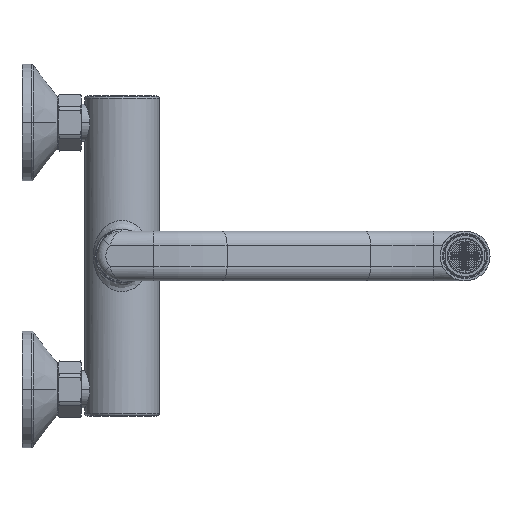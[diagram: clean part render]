
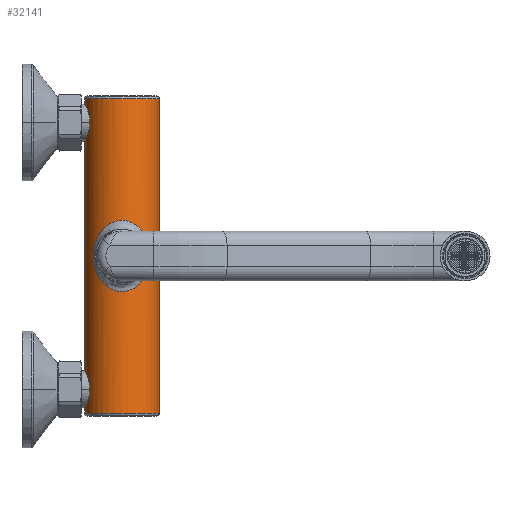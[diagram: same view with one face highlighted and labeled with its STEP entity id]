
A CAD part, front view. The second image highlights one B-rep face of the part: STEP entity #32141.
In plain terms, the highlighted cylindrical face has radius 21 mm (diameter 42 mm), a partial arc.
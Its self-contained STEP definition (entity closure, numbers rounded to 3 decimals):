
#7460=CARTESIAN_POINT('',(-21.,0.,-85.75));
#7461=CARTESIAN_POINT('',(-21.,-0.764,-85.75));
#7462=CARTESIAN_POINT('',(-20.915,-2.316,
-85.585));
#7463=CARTESIAN_POINT('',(-20.536,-4.583,
-84.825));
#7464=CARTESIAN_POINT('',(-19.933,-6.721,
-83.518));
#7465=CARTESIAN_POINT('',(-19.208,-8.547,
-81.687));
#7466=CARTESIAN_POINT('',(-18.555,-9.856,
-79.519));
#7467=CARTESIAN_POINT('',(-18.134,-10.594,
-77.262));
#7468=CARTESIAN_POINT('',(-18.04,-10.75,-75.742));
#7469=CARTESIAN_POINT('',(-18.04,-10.75,-75.));
#7482=CARTESIAN_POINT('',(16.154,-13.418,
0.));
#7483=CARTESIAN_POINT('',(16.154,-13.418,
-1.573));
#7484=CARTESIAN_POINT('',(15.846,-13.8,
-4.72));
#7485=CARTESIAN_POINT('',(14.187,-15.597,
-10.294));
#7486=CARTESIAN_POINT('',(11.065,-18.115,
-15.169));
#7487=CARTESIAN_POINT('',(6.255,-20.235,
-18.773));
#7488=CARTESIAN_POINT('',(1.317,-21.174,
-20.281));
#7489=CARTESIAN_POINT('',(-5.611,-20.738,
-19.57));
#7490=CARTESIAN_POINT('',(-11.225,-18.069,
-15.246));
#7491=CARTESIAN_POINT('',(-14.671,-15.108,
-8.992));
#7492=CARTESIAN_POINT('',(-15.953,-13.669,
-4.202));
#7493=CARTESIAN_POINT('',(-16.154,-13.418,
-1.051));
#7494=CARTESIAN_POINT('',(-16.154,-13.418,
0.));
#7496=CARTESIAN_POINT('',(-16.154,-13.418,
0.));
#7497=CARTESIAN_POINT('',(-16.154,-13.418,
1.05));
#7498=CARTESIAN_POINT('',(-15.95,-13.668,
4.204));
#7499=CARTESIAN_POINT('',(-14.682,-15.109,
8.985));
#7500=CARTESIAN_POINT('',(-12.067,-17.328,
13.695));
#7501=CARTESIAN_POINT('',(-8.438,-19.404,
17.396));
#7502=CARTESIAN_POINT('',(-3.862,-20.847,
19.758));
#7503=CARTESIAN_POINT('',(1.307,-21.174,20.276));
#7504=CARTESIAN_POINT('',(6.259,-20.235,18.775));
#7505=CARTESIAN_POINT('',(11.063,-18.115,15.167));
#7506=CARTESIAN_POINT('',(14.188,-15.597,10.295));
#7507=CARTESIAN_POINT('',(15.846,-13.8,4.72));
#7508=CARTESIAN_POINT('',(16.154,-13.418,1.573));
#7509=CARTESIAN_POINT('',(16.154,-13.418,
0.));
#7511=DIRECTION('',(0.,0.,1.));
#7512=VECTOR('',#7511,88.5);
#7513=CARTESIAN_POINT('',(21.,0.,-88.5));
#7514=LINE('',#7513,#7512);
#7539=DIRECTION('',(0.,0.,1.));
#7540=VECTOR('',#7539,64.25);
#7541=CARTESIAN_POINT('',(-21.,0.,-64.25));
#7542=LINE('',#7541,#7540);
#7543=DIRECTION('',(0.,0.,1.));
#7544=VECTOR('',#7543,2.75);
#7545=CARTESIAN_POINT('',(-21.,0.,-88.5));
#7546=LINE('',#7545,#7544);
#7552=CARTESIAN_POINT('',(0.,0.,-88.5));
#7553=DIRECTION('',(0.,0.,-1.));
#7554=DIRECTION('',(1.,0.,0.));
#7555=AXIS2_PLACEMENT_3D('',#7552,#7553,#7554);
#7673=DIRECTION('',(0.,0.,1.));
#7674=VECTOR('',#7673,2.75);
#7675=CARTESIAN_POINT('',(-21.,0.,85.75));
#7676=LINE('',#7675,#7674);
#7677=DIRECTION('',(0.,0.,1.));
#7678=VECTOR('',#7677,64.25);
#7679=CARTESIAN_POINT('',(-21.,0.,0.));
#7680=LINE('',#7679,#7678);
#7681=CARTESIAN_POINT('',(21.,0.,0.));
#7703=CARTESIAN_POINT('',(-21.,0.,0.));
#7705=DIRECTION('',(0.,0.,1.));
#7706=VECTOR('',#7705,88.5);
#7707=CARTESIAN_POINT('',(21.,0.,0.));
#7708=LINE('',#7707,#7706);
#7714=CARTESIAN_POINT('',(0.,0.,88.5));
#7715=DIRECTION('',(0.,0.,1.));
#7716=DIRECTION('',(-1.,0.,0.));
#7717=AXIS2_PLACEMENT_3D('',#7714,#7715,#7716);
#7759=CARTESIAN_POINT('',(-18.04,-10.75,75.));
#7760=CARTESIAN_POINT('',(-18.04,-10.75,75.742));
#7761=CARTESIAN_POINT('',(-18.134,-10.594,
77.262));
#7762=CARTESIAN_POINT('',(-18.555,-9.856,
79.518));
#7763=CARTESIAN_POINT('',(-19.208,-8.548,
81.687));
#7764=CARTESIAN_POINT('',(-19.933,-6.722,
83.518));
#7765=CARTESIAN_POINT('',(-20.536,-4.583,
84.825));
#7766=CARTESIAN_POINT('',(-20.915,-2.316,
85.585));
#7767=CARTESIAN_POINT('',(-21.,-0.764,85.75));
#7768=CARTESIAN_POINT('',(-21.,0.,85.75));
#7789=CARTESIAN_POINT('',(-21.,0.,64.25));
#7790=CARTESIAN_POINT('',(-21.,-0.764,64.25));
#7791=CARTESIAN_POINT('',(-20.915,-2.316,
64.415));
#7792=CARTESIAN_POINT('',(-20.536,-4.583,
65.175));
#7793=CARTESIAN_POINT('',(-19.933,-6.721,
66.482));
#7794=CARTESIAN_POINT('',(-19.208,-8.547,
68.313));
#7795=CARTESIAN_POINT('',(-18.555,-9.856,
70.481));
#7796=CARTESIAN_POINT('',(-18.134,-10.594,
72.738));
#7797=CARTESIAN_POINT('',(-18.04,-10.75,74.258));
#7798=CARTESIAN_POINT('',(-18.04,-10.75,75.));
#12201=CARTESIAN_POINT('',(-18.04,-10.75,-75.));
#12202=CARTESIAN_POINT('',(-18.04,-10.75,-74.258));
#12203=CARTESIAN_POINT('',(-18.134,-10.594,
-72.738));
#12204=CARTESIAN_POINT('',(-18.555,-9.856,
-70.482));
#12205=CARTESIAN_POINT('',(-19.208,-8.548,
-68.313));
#12206=CARTESIAN_POINT('',(-19.933,-6.722,
-66.482));
#12207=CARTESIAN_POINT('',(-20.536,-4.583,
-65.175));
#12208=CARTESIAN_POINT('',(-20.915,-2.316,
-64.415));
#12209=CARTESIAN_POINT('',(-21.,-0.764,-64.25));
#12210=CARTESIAN_POINT('',(-21.,0.,-64.25));
#12231=CARTESIAN_POINT('',(-16.154,-13.418,
0.));
#14917=CARTESIAN_POINT('',(-21.,0.,-88.5));
#14918=CARTESIAN_POINT('',(-21.,0.,-85.75));
#14919=VERTEX_POINT('',#14917);
#14920=VERTEX_POINT('',#14918);
#14921=CARTESIAN_POINT('',(-21.,0.,85.75));
#14922=CARTESIAN_POINT('',(-21.,0.,88.5));
#14923=VERTEX_POINT('',#14921);
#14924=VERTEX_POINT('',#14922);
#14925=VERTEX_POINT('',#7681);
#14926=VERTEX_POINT('',#7703);
#14927=CARTESIAN_POINT('',(-21.,0.,-64.25));
#14928=VERTEX_POINT('',#14927);
#14929=CARTESIAN_POINT('',(-21.,0.,64.25));
#14930=VERTEX_POINT('',#14929);
#14931=CARTESIAN_POINT('',(21.,0.,88.5));
#14932=VERTEX_POINT('',#14931);
#14933=CARTESIAN_POINT('',(21.,0.,-88.5));
#14934=VERTEX_POINT('',#14933);
#14959=VERTEX_POINT('',#12231);
#14961=VERTEX_POINT('',#7482);
#14983=CARTESIAN_POINT('',(-18.04,-10.75,-75.));
#14985=VERTEX_POINT('',#14983);
#14991=CARTESIAN_POINT('',(-18.04,-10.75,75.));
#14993=VERTEX_POINT('',#14991);
#32105=CARTESIAN_POINT('',(0.,0.,0.));
#32106=DIRECTION('',(0.,0.,1.));
#32107=DIRECTION('',(-1.,0.,0.));
#32108=AXIS2_PLACEMENT_3D('',#32105,#32106,#32107);
#32109=CYLINDRICAL_SURFACE('',#32108,21.);
#32111=ORIENTED_EDGE('',*,*,#32110,.T.);
#32113=ORIENTED_EDGE('',*,*,#32112,.T.);
#32115=ORIENTED_EDGE('',*,*,#32114,.T.);
#32117=ORIENTED_EDGE('',*,*,#32116,.T.);
#32119=ORIENTED_EDGE('',*,*,#32118,.T.);
#32121=ORIENTED_EDGE('',*,*,#32120,.T.);
#32123=ORIENTED_EDGE('',*,*,#32122,.F.);
#32125=ORIENTED_EDGE('',*,*,#32124,.F.);
#32127=ORIENTED_EDGE('',*,*,#32126,.T.);
#32129=ORIENTED_EDGE('',*,*,#32128,.T.);
#32130=ORIENTED_EDGE('',*,*,#32086,.T.);
#32132=ORIENTED_EDGE('',*,*,#32131,.T.);
#32133=EDGE_LOOP('',(#32111,#32113,#32115,#32117,#32119,#32121,#32123,#32125,
#32127,#32129,#32130,#32132));
#32134=FACE_OUTER_BOUND('',#32133,.F.);
#32136=ORIENTED_EDGE('',*,*,#32135,.F.);
#32138=ORIENTED_EDGE('',*,*,#32137,.F.);
#32139=EDGE_LOOP('',(#32136,#32138));
#32140=FACE_BOUND('',#32139,.F.);
#32141=ADVANCED_FACE('',(#32134,#32140),#32109,.T.);
#7470=B_SPLINE_CURVE_WITH_KNOTS('',3,(#7460,#7461,#7462,#7463,#7464,#7465,#7466,
#7467,#7468,#7469),.UNSPECIFIED.,.F.,.F.,(4,1,1,1,1,1,1,4),(0.,
0.143,0.286,0.429,0.571,
0.714,0.857,1.),.UNSPECIFIED.);
#7495=B_SPLINE_CURVE_WITH_KNOTS('',3,(#7482,#7483,#7484,#7485,#7486,#7487,#7488,
#7489,#7490,#7491,#7492,#7493,#7494),.UNSPECIFIED.,.F.,.F.,(4,1,1,1,1,1,1,1,1,1,
4),(0.,0.071,0.143,0.286,
0.381,0.476,0.571,0.762,
0.857,0.952,1.),.UNSPECIFIED.);
#7510=B_SPLINE_CURVE_WITH_KNOTS('',3,(#7496,#7497,#7498,#7499,#7500,#7501,#7502,
#7503,#7504,#7505,#7506,#7507,#7508,#7509),.UNSPECIFIED.,.F.,.F.,(4,1,1,1,1,1,1,
1,1,1,1,4),(0.,0.048,0.143,0.238,
0.333,0.429,0.524,0.619,
0.714,0.857,0.929,1.),.UNSPECIFIED.);
#7556=CIRCLE('',#7555,21.);
#7718=CIRCLE('',#7717,21.);
#7769=B_SPLINE_CURVE_WITH_KNOTS('',3,(#7759,#7760,#7761,#7762,#7763,#7764,#7765,
#7766,#7767,#7768),.UNSPECIFIED.,.F.,.F.,(4,1,1,1,1,1,1,4),(0.,
0.143,0.286,0.429,0.571,
0.714,0.857,1.),.UNSPECIFIED.);
#7799=B_SPLINE_CURVE_WITH_KNOTS('',3,(#7789,#7790,#7791,#7792,#7793,#7794,#7795,
#7796,#7797,#7798),.UNSPECIFIED.,.F.,.F.,(4,1,1,1,1,1,1,4),(0.,
0.143,0.286,0.429,0.571,
0.714,0.857,1.),.UNSPECIFIED.);
#12211=B_SPLINE_CURVE_WITH_KNOTS('',3,(#12201,#12202,#12203,#12204,#12205,
#12206,#12207,#12208,#12209,#12210),.UNSPECIFIED.,.F.,.F.,(4,1,1,1,1,1,1,4),(
0.,0.143,0.286,0.429,0.571,
0.714,0.857,1.),.UNSPECIFIED.);
#32086=EDGE_CURVE('',#14920,#14985,#7470,.T.);
#32110=EDGE_CURVE('',#14928,#14926,#7542,.T.);
#32112=EDGE_CURVE('',#14926,#14930,#7680,.T.);
#32114=EDGE_CURVE('',#14930,#14993,#7799,.T.);
#32116=EDGE_CURVE('',#14993,#14923,#7769,.T.);
#32118=EDGE_CURVE('',#14923,#14924,#7676,.T.);
#32120=EDGE_CURVE('',#14924,#14932,#7718,.T.);
#32122=EDGE_CURVE('',#14925,#14932,#7708,.T.);
#32124=EDGE_CURVE('',#14934,#14925,#7514,.T.);
#32126=EDGE_CURVE('',#14934,#14919,#7556,.T.);
#32128=EDGE_CURVE('',#14919,#14920,#7546,.T.);
#32131=EDGE_CURVE('',#14985,#14928,#12211,.T.);
#32135=EDGE_CURVE('',#14961,#14959,#7495,.T.);
#32137=EDGE_CURVE('',#14959,#14961,#7510,.T.);
